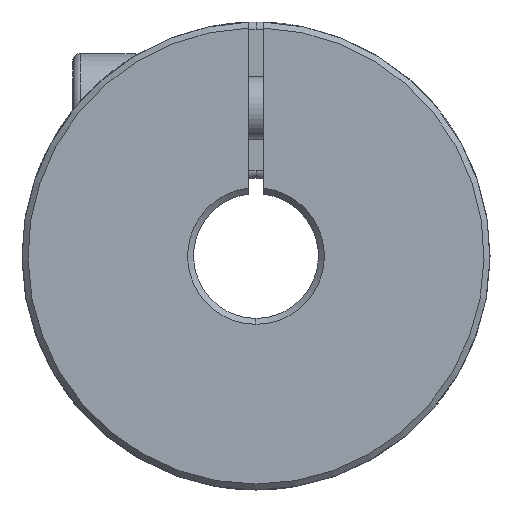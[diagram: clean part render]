
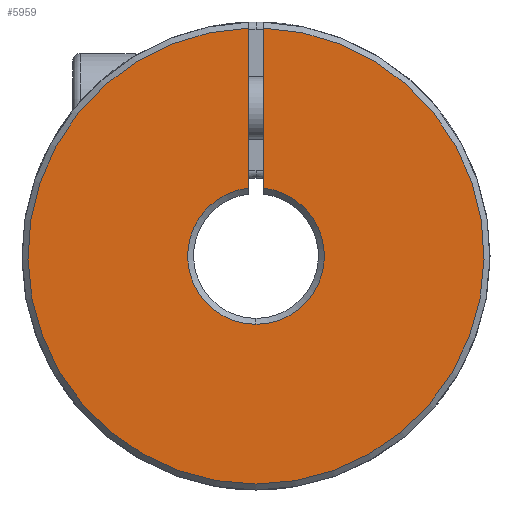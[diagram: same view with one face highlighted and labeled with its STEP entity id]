
A CAD part, left-side view. The second image highlights one B-rep face of the part: STEP entity #5959.
In plain terms, the highlighted planar face has unit normal (-1, 0, 0).
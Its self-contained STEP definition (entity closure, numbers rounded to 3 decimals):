
#1279 = CARTESIAN_POINT ( 'NONE',  ( -17.5, 0., 0. ) ) ;
#1280 = PLANE ( 'NONE',  #9118 ) ;
#1285 = DIRECTION ( 'NONE',  ( -1., 0., 0. ) ) ;
#1286 = DIRECTION ( 'NONE',  ( 0., 0., -1. ) ) ;
#1527 = CARTESIAN_POINT ( 'NONE',  ( -17.5, 0., -4.381 ) ) ;
#1528 = CARTESIAN_POINT ( 'NONE',  ( -17.5, -0.5, 4.352 ) ) ;
#1568 = CARTESIAN_POINT ( 'NONE',  ( -17.5, -0.5, 14.61 ) ) ;
#1569 = CARTESIAN_POINT ( 'NONE',  ( -17.5, 0.5, 4.352 ) ) ;
#1570 = CARTESIAN_POINT ( 'NONE',  ( -17.5, 0.5, 14.61 ) ) ;
#1797 = AXIS2_PLACEMENT_3D ( 'NONE', #2481, #2482, #2483 ) ;
#1837 = AXIS2_PLACEMENT_3D ( 'NONE', #3294, #3296, #3297 ) ;
#1839 = AXIS2_PLACEMENT_3D ( 'NONE', #3291, #3292, #3293 ) ;
#2481 = CARTESIAN_POINT ( 'NONE',  ( -17.5, 0., 0. ) ) ;
#2482 = DIRECTION ( 'NONE',  ( -1., 0., 0. ) ) ;
#2483 = DIRECTION ( 'NONE',  ( 0., 0., -1. ) ) ;
#2564 = CIRCLE ( 'NONE', #1797, 4.381 ) ;
#2630 = LINE ( 'NONE', #3298, #2636 ) ;
#2632 = VECTOR ( 'NONE', #3286, 1000. ) ;
#2634 = LINE ( 'NONE', #3285, #2632 ) ;
#2636 = VECTOR ( 'NONE', #3299, 1000. ) ;
#2645 = CIRCLE ( 'NONE', #1839, 4.381 ) ;
#2647 = CIRCLE ( 'NONE', #1837, 14.619 ) ;
#3285 = CARTESIAN_POINT ( 'NONE',  ( -17.5, 0.5, 0. ) ) ;
#3286 = DIRECTION ( 'NONE',  ( 0., 0., 1. ) ) ;
#3291 = CARTESIAN_POINT ( 'NONE',  ( -17.5, 0., 0. ) ) ;
#3292 = DIRECTION ( 'NONE',  ( -1., 0., 0. ) ) ;
#3293 = DIRECTION ( 'NONE',  ( 0., 0., -1. ) ) ;
#3294 = CARTESIAN_POINT ( 'NONE',  ( -17.5, 0., 0. ) ) ;
#3296 = DIRECTION ( 'NONE',  ( 1., 0., 0. ) ) ;
#3297 = DIRECTION ( 'NONE',  ( 0., 0., -1. ) ) ;
#3298 = CARTESIAN_POINT ( 'NONE',  ( -17.5, -0.5, 0. ) ) ;
#3299 = DIRECTION ( 'NONE',  ( 0., 0., 1. ) ) ;
#5959 = ADVANCED_FACE ( 'NONE', ( #9829 ), #1280, .T. ) ;
#6723 = VERTEX_POINT ( 'NONE', #1527 ) ;
#6724 = VERTEX_POINT ( 'NONE', #1528 ) ;
#6764 = VERTEX_POINT ( 'NONE', #1568 ) ;
#6765 = VERTEX_POINT ( 'NONE', #1569 ) ;
#6766 = VERTEX_POINT ( 'NONE', #1570 ) ;
#7301 = EDGE_CURVE ( 'NONE', #6723, #6724, #2564, .T. ) ;
#7370 = EDGE_CURVE ( 'NONE', #6765, #6766, #2634, .T. ) ;
#7373 = EDGE_CURVE ( 'NONE', #6765, #6723, #2645, .T. ) ;
#7374 = EDGE_CURVE ( 'NONE', #6764, #6766, #2647, .T. ) ;
#7375 = EDGE_CURVE ( 'NONE', #6724, #6764, #2630, .T. ) ;
#7526 = ORIENTED_EDGE ( 'NONE', *, *, #7375, .F. ) ;
#7527 = ORIENTED_EDGE ( 'NONE', *, *, #7301, .F. ) ;
#7528 = ORIENTED_EDGE ( 'NONE', *, *, #7373, .F. ) ;
#7529 = ORIENTED_EDGE ( 'NONE', *, *, #7370, .T. ) ;
#7530 = ORIENTED_EDGE ( 'NONE', *, *, #7374, .F. ) ;
#7584 = EDGE_LOOP ( 'NONE', ( #7526, #7527, #7528, #7529, #7530 ) ) ;
#9118 = AXIS2_PLACEMENT_3D ( 'NONE', #1279, #1285, #1286 ) ;
#9829 = FACE_OUTER_BOUND ( 'NONE', #7584, .T. ) ;
